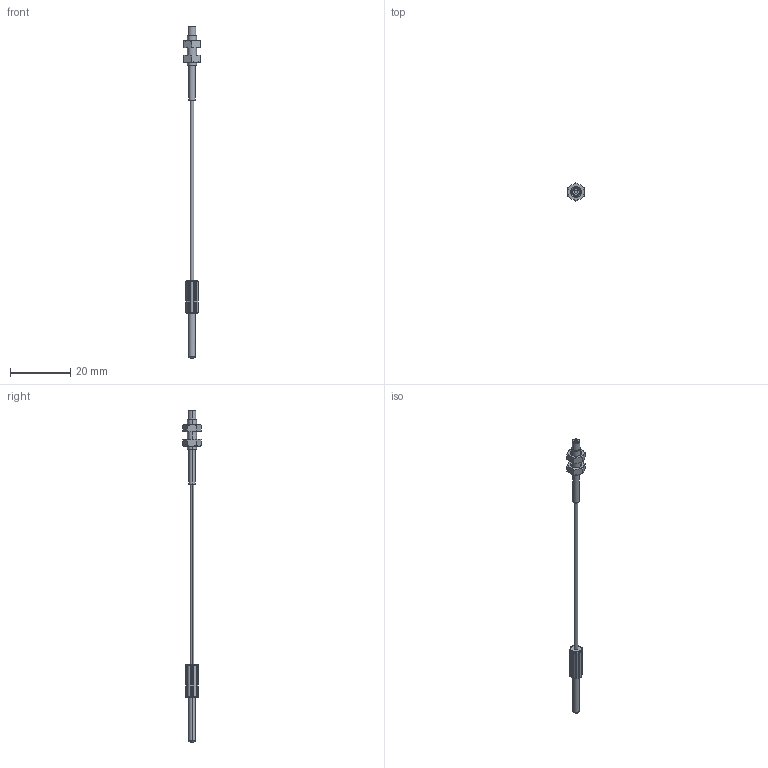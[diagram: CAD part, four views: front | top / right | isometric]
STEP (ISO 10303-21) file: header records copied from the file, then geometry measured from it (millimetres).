
FILE_DESCRIPTION((''),'2;1');
FILE_NAME('CAD2411_SW0001','2016-09-05T',('cmozuch'),(''),'PRO/ENGINEER BY PARAMETRIC TECHNOLOGY CORPORATION, 2015440','PRO/ENGINEER BY PARAMETRIC TECHNOLOGY CORPORATION, 2015440','');
FILE_SCHEMA(('CONFIG_CONTROL_DESIGN'));
Length unit declared in the file: millimetre
Products named in the file (1): CAD2411_SW0001
Bounding box: 5.4 x 6.24 x 110.3 mm (x, y, z)
Volume: 483.3 mm3; surface area: 864 mm2
Topology: 1 solids, 1 shells, 199 faces, 488 edges, 300 vertices
Faces by surface type: cylinder 70, bspline 48, cone 38, plane 29, torus 14
Entity records: 11687 total; most frequent: CARTESIAN_POINT 6008, ORIENTED_EDGE 976, DIRECTION 744, EDGE_CURVE 488, AXIS2_PLACEMENT_3D 315, VERTEX_POINT 300, B_SPLINE_CURVE_WITH_KNOTS 210, EDGE_LOOP 208
